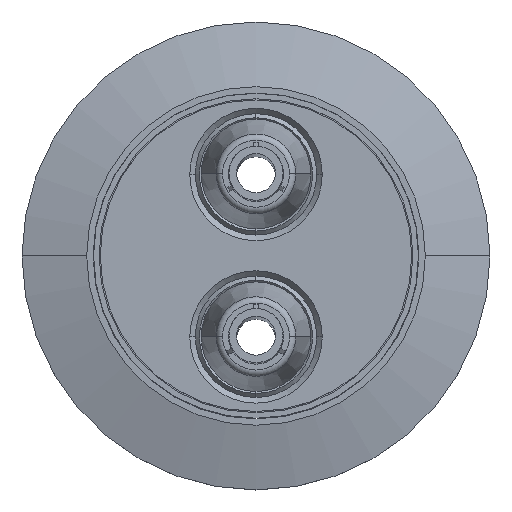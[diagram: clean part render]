
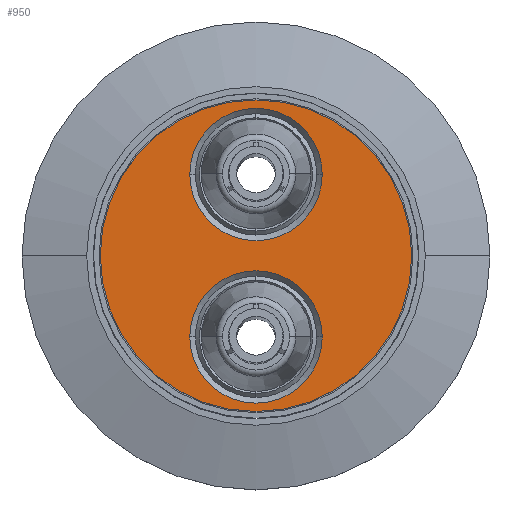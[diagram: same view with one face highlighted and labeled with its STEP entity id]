
A CAD part, top view. The second image highlights one B-rep face of the part: STEP entity #950.
In plain terms, the highlighted planar face has unit normal (0, 0, 1).
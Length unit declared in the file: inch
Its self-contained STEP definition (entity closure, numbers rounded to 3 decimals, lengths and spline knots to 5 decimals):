
#880 = ORIENTED_EDGE ( 'NONE', *, *, #1401, .T. ) ;
#894 = EDGE_LOOP ( 'NONE', ( #880, #907 ) ) ;
#907 = ORIENTED_EDGE ( 'NONE', *, *, #916, .T. ) ;
#908 = EDGE_LOOP ( 'NONE', ( #1080, #1073 ) ) ;
#916 = EDGE_CURVE ( 'NONE', #1357, #1394, #2563, .T. ) ;
#920 = EDGE_CURVE ( 'NONE', #1359, #1351, #2555, .T. ) ;
#934 = ORIENTED_EDGE ( 'NONE', *, *, #1362, .T. ) ;
#947 = ORIENTED_EDGE ( 'NONE', *, *, #920, .T. ) ;
#950 = ADVANCED_FACE ( 'NONE', ( #2612, #2611, #2610 ), #2609, .T. ) ;
#966 = EDGE_LOOP ( 'NONE', ( #934, #947 ) ) ;
#1073 = ORIENTED_EDGE ( 'NONE', *, *, #1406, .T. ) ;
#1080 = ORIENTED_EDGE ( 'NONE', *, *, #1083, .T. ) ;
#1083 = EDGE_CURVE ( 'NONE', #1411, #1407, #2900, .T. ) ;
#1351 = VERTEX_POINT ( 'NONE', #3334 ) ;
#1357 = VERTEX_POINT ( 'NONE', #3333 ) ;
#1359 = VERTEX_POINT ( 'NONE', #3331 ) ;
#1362 = EDGE_CURVE ( 'NONE', #1351, #1359, #3323, .T. ) ;
#1394 = VERTEX_POINT ( 'NONE', #3400 ) ;
#1401 = EDGE_CURVE ( 'NONE', #1394, #1357, #3447, .T. ) ;
#1406 = EDGE_CURVE ( 'NONE', #1407, #1411, #3435, .T. ) ;
#1407 = VERTEX_POINT ( 'NONE', #3430 ) ;
#1411 = VERTEX_POINT ( 'NONE', #3420 ) ;
#2548 = DIRECTION ( 'NONE',  ( 1., 0., 0. ) ) ;
#2549 = DIRECTION ( 'NONE',  ( 0., 0., -1. ) ) ;
#2550 = CARTESIAN_POINT ( 'NONE',  ( 0., -0.375, 0.125 ) ) ;
#2551 = AXIS2_PLACEMENT_3D ( 'NONE', #2550, #2549, #2548 ) ;
#2555 = CIRCLE ( 'NONE', #2551, 0.3055 ) ;
#2559 = DIRECTION ( 'NONE',  ( 1., 0., 0. ) ) ;
#2560 = DIRECTION ( 'NONE',  ( 0., 0., -1. ) ) ;
#2561 = CARTESIAN_POINT ( 'NONE',  ( 0., 0.375, 0.125 ) ) ;
#2562 = AXIS2_PLACEMENT_3D ( 'NONE', #2561, #2560, #2559 ) ;
#2563 = CIRCLE ( 'NONE', #2562, 0.3055 ) ;
#2604 = DIRECTION ( 'NONE',  ( 1., 0., 0. ) ) ;
#2605 = DIRECTION ( 'NONE',  ( 0., 0., 1. ) ) ;
#2606 = CARTESIAN_POINT ( 'NONE',  ( 0., 0., 0.125 ) ) ;
#2607 = AXIS2_PLACEMENT_3D ( 'NONE', #2606, #2605, #2604 ) ;
#2609 = PLANE ( 'NONE',  #2607 ) ;
#2610 = FACE_OUTER_BOUND ( 'NONE', #908, .T. ) ;
#2611 = FACE_BOUND ( 'NONE', #894, .T. ) ;
#2612 = FACE_BOUND ( 'NONE', #966, .T. ) ;
#2896 = DIRECTION ( 'NONE',  ( 1., 0., 0. ) ) ;
#2897 = DIRECTION ( 'NONE',  ( 0., 0., 1. ) ) ;
#2898 = CARTESIAN_POINT ( 'NONE',  ( 0., 0., 0.125 ) ) ;
#2899 = AXIS2_PLACEMENT_3D ( 'NONE', #2898, #2897, #2896 ) ;
#2900 = CIRCLE ( 'NONE', #2899, 0.719 ) ;
#3320 = DIRECTION ( 'NONE',  ( 1., 0., 0. ) ) ;
#3321 = DIRECTION ( 'NONE',  ( 0., 0., -1. ) ) ;
#3322 = AXIS2_PLACEMENT_3D ( 'NONE', #3329, #3321, #3320 ) ;
#3323 = CIRCLE ( 'NONE', #3322, 0.3055 ) ;
#3329 = CARTESIAN_POINT ( 'NONE',  ( 0., -0.375, 0.125 ) ) ;
#3331 = CARTESIAN_POINT ( 'NONE',  ( -0.3055, -0.375, 0.125 ) ) ;
#3333 = CARTESIAN_POINT ( 'NONE',  ( -0.3055, 0.375, 0.125 ) ) ;
#3334 = CARTESIAN_POINT ( 'NONE',  ( 0.3055, -0.375, 0.125 ) ) ;
#3400 = CARTESIAN_POINT ( 'NONE',  ( 0.3055, 0.375, 0.125 ) ) ;
#3420 = CARTESIAN_POINT ( 'NONE',  ( -0.719, 0., 0.125 ) ) ;
#3430 = CARTESIAN_POINT ( 'NONE',  ( 0.719, 0., 0.125 ) ) ;
#3431 = DIRECTION ( 'NONE',  ( 1., 0., 0. ) ) ;
#3432 = DIRECTION ( 'NONE',  ( 0., 0., 1. ) ) ;
#3433 = CARTESIAN_POINT ( 'NONE',  ( 0., 0., 0.125 ) ) ;
#3434 = AXIS2_PLACEMENT_3D ( 'NONE', #3433, #3432, #3431 ) ;
#3435 = CIRCLE ( 'NONE', #3434, 0.719 ) ;
#3443 = DIRECTION ( 'NONE',  ( 1., 0., 0. ) ) ;
#3444 = DIRECTION ( 'NONE',  ( 0., 0., -1. ) ) ;
#3445 = CARTESIAN_POINT ( 'NONE',  ( 0., 0.375, 0.125 ) ) ;
#3446 = AXIS2_PLACEMENT_3D ( 'NONE', #3445, #3444, #3443 ) ;
#3447 = CIRCLE ( 'NONE', #3446, 0.3055 ) ;
